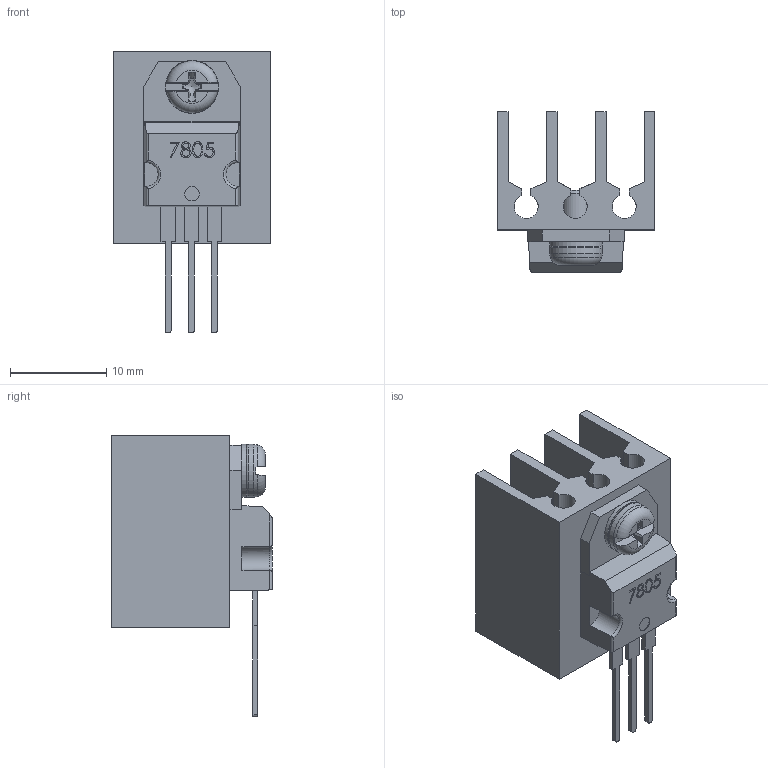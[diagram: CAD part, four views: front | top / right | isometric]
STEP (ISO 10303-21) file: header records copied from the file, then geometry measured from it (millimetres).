
FILE_DESCRIPTION(/* description */ (''),/* implementation_level */ '2;1');
FILE_NAME(/* name */ '7805 with heat sink v3.step',/* time_stamp */ '2020-04-24T14:22:29+06:00',/* author */ (''),/* organization */ (''),/* preprocessor_version */ 'ST-DEVELOPER v18.1',/* originating_system */ 'Autodesk Translation Framework v9.2.0.1227',/* authorisation */ '');
FILE_SCHEMA (('AUTOMOTIVE_DESIGN { 1 0 10303 214 3 1 1 }'));
Length unit declared in the file: millimetre
Products named in the file (3): 7805 with heat sink; 7805; 1
Assembly tree (2 placements, depth 2):
  7805 with heat sink
    7805
    1
Bounding box: 16.34 x 16.69 x 29.33 mm (x, y, z)
Volume: 2326.7 mm3; surface area: 3383.7 mm2
Topology: 6 solids, 6 shells, 202 faces, 548 edges, 367 vertices
Faces by surface type: plane 131, bspline 34, cylinder 24, cone 8, torus 5
Full cylindrical faces by diameter (mm): 1.5 x1, 2.62 x1, 2.8 x1, 3 x2, 3.75 x1, 5.5 x2
Entity records: 8844 total; most frequent: CARTESIAN_POINT 3704, ORIENTED_EDGE 1094, DIRECTION 876, EDGE_CURVE 547, VERTEX_POINT 367, LINE 354, VECTOR 354, AXIS2_PLACEMENT_3D 261
